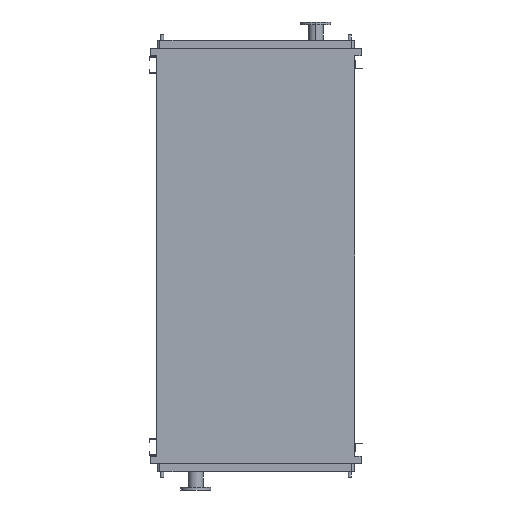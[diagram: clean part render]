
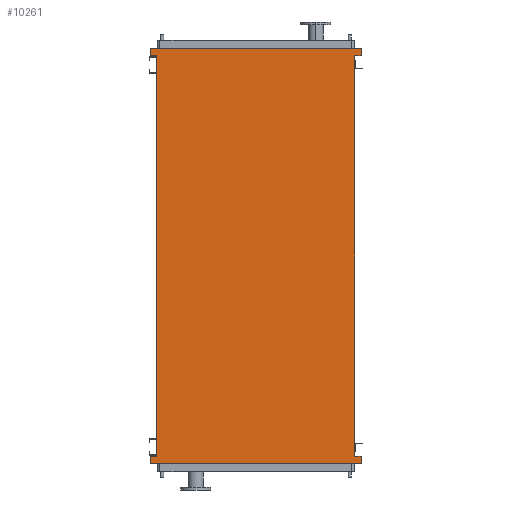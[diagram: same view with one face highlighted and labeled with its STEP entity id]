
A CAD part, front view. The second image highlights one B-rep face of the part: STEP entity #10261.
In plain terms, the highlighted planar face has unit normal (0, -1, 0).
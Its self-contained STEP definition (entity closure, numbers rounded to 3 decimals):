
#71 = LINE ( 'NONE', #7722, #8634 ) ;
#162 = LINE ( 'NONE', #6917, #6062 ) ;
#211 = VECTOR ( 'NONE', #4860, 1000. ) ;
#632 = VECTOR ( 'NONE', #10335, 1000. ) ;
#671 = EDGE_CURVE ( 'NONE', #2846, #2235, #10578, .T. ) ;
#715 = ORIENTED_EDGE ( 'NONE', *, *, #9287, .F. ) ;
#781 = VERTEX_POINT ( 'NONE', #10467 ) ;
#847 = LINE ( 'NONE', #1694, #9941 ) ;
#940 = EDGE_CURVE ( 'NONE', #2082, #1314, #5230, .T. ) ;
#1029 = EDGE_CURVE ( 'NONE', #5928, #5785, #5395, .T. ) ;
#1216 = VECTOR ( 'NONE', #9672, 1000. ) ;
#1218 = EDGE_CURVE ( 'NONE', #1287, #2082, #9254, .T. ) ;
#1287 = VERTEX_POINT ( 'NONE', #7744 ) ;
#1297 = CARTESIAN_POINT ( 'NONE',  ( -725., 0., -2850. ) ) ;
#1314 = VERTEX_POINT ( 'NONE', #6901 ) ;
#1433 = LINE ( 'NONE', #7504, #211 ) ;
#1572 = DIRECTION ( 'NONE',  ( 1., 0., 0. ) ) ;
#1604 = EDGE_CURVE ( 'NONE', #11050, #8935, #6561, .T. ) ;
#1694 = CARTESIAN_POINT ( 'NONE',  ( -725., 0., -2850. ) ) ;
#1731 = ORIENTED_EDGE ( 'NONE', *, *, #10022, .F. ) ;
#1791 = LINE ( 'NONE', #6858, #632 ) ;
#1909 = DIRECTION ( 'NONE',  ( 0., 0., 1. ) ) ;
#1919 = CARTESIAN_POINT ( 'NONE',  ( 725., 0., 43. ) ) ;
#2082 = VERTEX_POINT ( 'NONE', #7413 ) ;
#2235 = VERTEX_POINT ( 'NONE', #5843 ) ;
#2701 = DIRECTION ( 'NONE',  ( 0., 0., -1. ) ) ;
#2777 = ORIENTED_EDGE ( 'NONE', *, *, #9072, .F. ) ;
#2846 = VERTEX_POINT ( 'NONE', #3840 ) ;
#3327 = DIRECTION ( 'NONE',  ( 1., 0., 0. ) ) ;
#3840 = CARTESIAN_POINT ( 'NONE',  ( 771., 0., 43. ) ) ;
#4197 = AXIS2_PLACEMENT_3D ( 'NONE', #1297, #8258, #5567 ) ;
#4318 = CARTESIAN_POINT ( 'NONE',  ( -771., 0., -2893. ) ) ;
#4331 = DIRECTION ( 'NONE',  ( 0., 0., 1. ) ) ;
#4403 = ORIENTED_EDGE ( 'NONE', *, *, #1218, .F. ) ;
#4727 = FACE_OUTER_BOUND ( 'NONE', #4811, .T. ) ;
#4811 = EDGE_LOOP ( 'NONE', ( #5617, #7109, #10950, #10711, #4403, #2777, #1731, #5185, #10543, #7645, #8708, #715 ) ) ;
#4835 = PLANE ( 'NONE',  #4197 ) ;
#4860 = DIRECTION ( 'NONE',  ( 0., 0., 1. ) ) ;
#4964 = CARTESIAN_POINT ( 'NONE',  ( 771., 0., -2893. ) ) ;
#5159 = DIRECTION ( 'NONE',  ( 0., 0., 1. ) ) ;
#5185 = ORIENTED_EDGE ( 'NONE', *, *, #1604, .F. ) ;
#5230 = LINE ( 'NONE', #10285, #7848 ) ;
#5233 = LINE ( 'NONE', #6183, #5530 ) ;
#5351 = VECTOR ( 'NONE', #10725, 1000. ) ;
#5395 = LINE ( 'NONE', #9203, #5351 ) ;
#5489 = DIRECTION ( 'NONE',  ( -1., 0., 0. ) ) ;
#5530 = VECTOR ( 'NONE', #1909, 1000. ) ;
#5545 = DIRECTION ( 'NONE',  ( 1., 0., 0. ) ) ;
#5567 = DIRECTION ( 'NONE',  ( 0., 0., -1. ) ) ;
#5617 = ORIENTED_EDGE ( 'NONE', *, *, #9085, .T. ) ;
#5766 = VERTEX_POINT ( 'NONE', #4964 ) ;
#5785 = VERTEX_POINT ( 'NONE', #9451 ) ;
#5843 = CARTESIAN_POINT ( 'NONE',  ( 725., 0., 43. ) ) ;
#5884 = VECTOR ( 'NONE', #5159, 1000. ) ;
#5928 = VERTEX_POINT ( 'NONE', #7540 ) ;
#5970 = EDGE_CURVE ( 'NONE', #5766, #5928, #162, .T. ) ;
#5995 = EDGE_CURVE ( 'NONE', #5785, #11050, #5233, .T. ) ;
#6049 = CARTESIAN_POINT ( 'NONE',  ( -771., 0., 95. ) ) ;
#6062 = VECTOR ( 'NONE', #2701, 1000. ) ;
#6183 = CARTESIAN_POINT ( 'NONE',  ( -771., 0., -2945. ) ) ;
#6561 = LINE ( 'NONE', #10713, #9299 ) ;
#6723 = CARTESIAN_POINT ( 'NONE',  ( -725., 0., -2893. ) ) ;
#6858 = CARTESIAN_POINT ( 'NONE',  ( 771., 0., 43. ) ) ;
#6861 = VECTOR ( 'NONE', #5489, 1000. ) ;
#6901 = CARTESIAN_POINT ( 'NONE',  ( 771., 0., 95. ) ) ;
#6917 = CARTESIAN_POINT ( 'NONE',  ( 771., 0., -2893. ) ) ;
#7066 = LINE ( 'NONE', #7119, #6861 ) ;
#7109 = ORIENTED_EDGE ( 'NONE', *, *, #671, .F. ) ;
#7119 = CARTESIAN_POINT ( 'NONE',  ( -771., 0., 43. ) ) ;
#7413 = CARTESIAN_POINT ( 'NONE',  ( -771., 0., 95. ) ) ;
#7504 = CARTESIAN_POINT ( 'NONE',  ( 725., 0., -2850. ) ) ;
#7540 = CARTESIAN_POINT ( 'NONE',  ( 771., 0., -2945. ) ) ;
#7645 = ORIENTED_EDGE ( 'NONE', *, *, #1029, .F. ) ;
#7681 = CARTESIAN_POINT ( 'NONE',  ( -725., 0., 43. ) ) ;
#7722 = CARTESIAN_POINT ( 'NONE',  ( 725., 0., -2893. ) ) ;
#7744 = CARTESIAN_POINT ( 'NONE',  ( -771., 0., 43. ) ) ;
#7848 = VECTOR ( 'NONE', #1572, 1000. ) ;
#8258 = DIRECTION ( 'NONE',  ( 0., -1., 0. ) ) ;
#8634 = VECTOR ( 'NONE', #3327, 1000. ) ;
#8708 = ORIENTED_EDGE ( 'NONE', *, *, #5970, .F. ) ;
#8935 = VERTEX_POINT ( 'NONE', #6723 ) ;
#9072 = EDGE_CURVE ( 'NONE', #10674, #1287, #7066, .T. ) ;
#9085 = EDGE_CURVE ( 'NONE', #781, #2235, #1433, .T. ) ;
#9203 = CARTESIAN_POINT ( 'NONE',  ( 771., 0., -2945. ) ) ;
#9254 = LINE ( 'NONE', #6049, #5884 ) ;
#9287 = EDGE_CURVE ( 'NONE', #781, #5766, #71, .T. ) ;
#9299 = VECTOR ( 'NONE', #5545, 1000. ) ;
#9451 = CARTESIAN_POINT ( 'NONE',  ( -771., 0., -2945. ) ) ;
#9672 = DIRECTION ( 'NONE',  ( -1., 0., 0. ) ) ;
#9941 = VECTOR ( 'NONE', #4331, 1000. ) ;
#10022 = EDGE_CURVE ( 'NONE', #8935, #10674, #847, .T. ) ;
#10261 = ADVANCED_FACE ( 'NONE', ( #4727 ), #4835, .T. ) ;
#10285 = CARTESIAN_POINT ( 'NONE',  ( 771., 0., 95. ) ) ;
#10335 = DIRECTION ( 'NONE',  ( 0., 0., -1. ) ) ;
#10467 = CARTESIAN_POINT ( 'NONE',  ( 725., 0., -2893. ) ) ;
#10543 = ORIENTED_EDGE ( 'NONE', *, *, #5995, .F. ) ;
#10578 = LINE ( 'NONE', #1919, #1216 ) ;
#10674 = VERTEX_POINT ( 'NONE', #7681 ) ;
#10711 = ORIENTED_EDGE ( 'NONE', *, *, #940, .F. ) ;
#10713 = CARTESIAN_POINT ( 'NONE',  ( -771., 0., -2893. ) ) ;
#10725 = DIRECTION ( 'NONE',  ( -1., 0., 0. ) ) ;
#10950 = ORIENTED_EDGE ( 'NONE', *, *, #11081, .F. ) ;
#11050 = VERTEX_POINT ( 'NONE', #4318 ) ;
#11081 = EDGE_CURVE ( 'NONE', #1314, #2846, #1791, .T. ) ;
